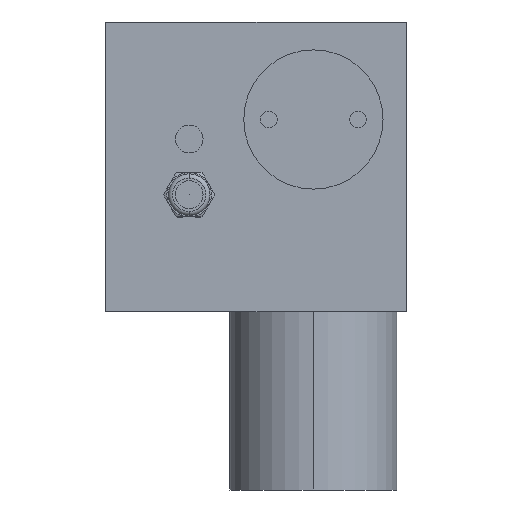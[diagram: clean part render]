
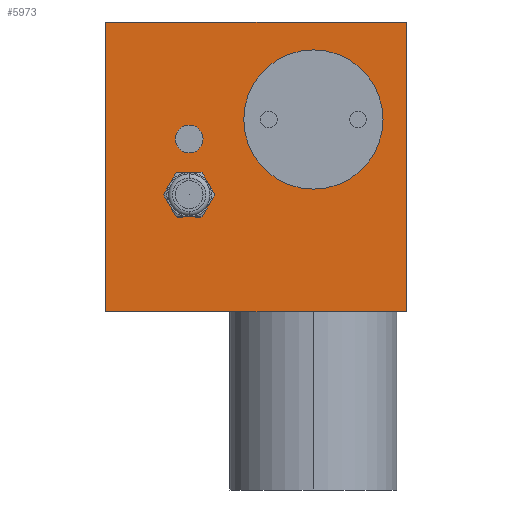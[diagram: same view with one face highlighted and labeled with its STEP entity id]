
A CAD part, left-side view. The second image highlights one B-rep face of the part: STEP entity #5973.
In plain terms, the highlighted planar face has unit normal (-1, 0, 0).
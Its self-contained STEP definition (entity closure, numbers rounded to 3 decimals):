
#727=DIRECTION('',(0.,0.,1.));
#728=VECTOR('',#727,52.);
#729=CARTESIAN_POINT('',(0.,54.,-52.));
#730=LINE('',#729,#728);
#771=DIRECTION('',(0.,-1.,0.));
#772=VECTOR('',#771,54.);
#773=CARTESIAN_POINT('',(0.,54.,-52.));
#774=LINE('',#773,#772);
#775=DIRECTION('',(0.,1.,0.));
#776=VECTOR('',#775,54.);
#777=CARTESIAN_POINT('',(0.,0.,0.));
#778=LINE('',#777,#776);
#779=DIRECTION('',(0.,0.,1.));
#780=VECTOR('',#779,52.);
#781=CARTESIAN_POINT('',(0.,0.,-52.));
#782=LINE('',#781,#780);
#783=CARTESIAN_POINT('',(0.,16.7,-17.5));
#784=DIRECTION('',(1.,0.,0.));
#785=DIRECTION('',(0.,0.,-1.));
#786=AXIS2_PLACEMENT_3D('',#783,#784,#785);
#788=CARTESIAN_POINT('',(0.,16.7,-17.5));
#789=DIRECTION('',(1.,0.,0.));
#790=DIRECTION('',(0.,0.,1.));
#791=AXIS2_PLACEMENT_3D('',#788,#789,#790);
#793=CARTESIAN_POINT('',(0.,39.,-21.));
#794=DIRECTION('',(1.,0.,0.));
#795=DIRECTION('',(0.,0.,-1.));
#796=AXIS2_PLACEMENT_3D('',#793,#794,#795);
#798=CARTESIAN_POINT('',(0.,39.,-21.));
#799=DIRECTION('',(1.,0.,0.));
#800=DIRECTION('',(0.,0.,1.));
#801=AXIS2_PLACEMENT_3D('',#798,#799,#800);
#803=CARTESIAN_POINT('',(0.,39.,-31.));
#804=DIRECTION('',(-1.,0.,0.));
#805=DIRECTION('',(0.,-0.866,0.5));
#806=AXIS2_PLACEMENT_3D('',#803,#804,#805);
#808=CARTESIAN_POINT('',(0.,39.,-31.));
#809=DIRECTION('',(-1.,0.,0.));
#810=DIRECTION('',(0.,0.,1.));
#811=AXIS2_PLACEMENT_3D('',#808,#809,#810);
#813=CARTESIAN_POINT('',(0.,39.,-31.));
#814=DIRECTION('',(-1.,0.,0.));
#815=DIRECTION('',(0.,0.866,0.5));
#816=AXIS2_PLACEMENT_3D('',#813,#814,#815);
#818=CARTESIAN_POINT('',(0.,39.,-31.));
#819=DIRECTION('',(-1.,0.,0.));
#820=DIRECTION('',(0.,0.866,-0.5));
#821=AXIS2_PLACEMENT_3D('',#818,#819,#820);
#823=CARTESIAN_POINT('',(0.,39.,-31.));
#824=DIRECTION('',(-1.,0.,0.));
#825=DIRECTION('',(0.,0.,-1.));
#826=AXIS2_PLACEMENT_3D('',#823,#824,#825);
#828=CARTESIAN_POINT('',(0.,39.,-31.));
#829=DIRECTION('',(-1.,0.,0.));
#830=DIRECTION('',(0.,-0.866,-0.5));
#831=AXIS2_PLACEMENT_3D('',#828,#829,#830);
#4055=CARTESIAN_POINT('',(0.,0.,-52.));
#4056=VERTEX_POINT('',#4055);
#4057=CARTESIAN_POINT('',(0.,54.,-52.));
#4058=VERTEX_POINT('',#4057);
#4087=CARTESIAN_POINT('',(0.,0.,0.));
#4088=VERTEX_POINT('',#4087);
#4089=CARTESIAN_POINT('',(0.,54.,0.));
#4090=VERTEX_POINT('',#4089);
#4603=CARTESIAN_POINT('',(0.,16.7,-30.));
#4604=CARTESIAN_POINT('',(0.,16.7,-5.));
#4605=VERTEX_POINT('',#4603);
#4606=VERTEX_POINT('',#4604);
#4607=CARTESIAN_POINT('',(0.,39.,-23.5));
#4608=CARTESIAN_POINT('',(0.,39.,-18.5));
#4609=VERTEX_POINT('',#4607);
#4610=VERTEX_POINT('',#4608);
#5201=CARTESIAN_POINT('',(0.,35.536,-29.));
#5202=CARTESIAN_POINT('',(0.,39.,-27.));
#5203=VERTEX_POINT('',#5201);
#5204=VERTEX_POINT('',#5202);
#5205=CARTESIAN_POINT('',(0.,42.464,-33.));
#5206=CARTESIAN_POINT('',(0.,39.,-35.));
#5207=VERTEX_POINT('',#5205);
#5208=VERTEX_POINT('',#5206);
#5209=CARTESIAN_POINT('',(0.,35.536,-33.));
#5210=VERTEX_POINT('',#5209);
#5211=CARTESIAN_POINT('',(0.,42.464,-29.));
#5212=VERTEX_POINT('',#5211);
#5935=CARTESIAN_POINT('',(0.,27.,-26.));
#5936=DIRECTION('',(1.,0.,0.));
#5937=DIRECTION('',(0.,-1.,0.));
#5938=AXIS2_PLACEMENT_3D('',#5935,#5936,#5937);
#5939=PLANE('',#5938);
#5940=ORIENTED_EDGE('',*,*,#5773,.F.);
#5941=ORIENTED_EDGE('',*,*,#5906,.T.);
#5942=ORIENTED_EDGE('',*,*,#5269,.F.);
#5944=ORIENTED_EDGE('',*,*,#5943,.F.);
#5945=EDGE_LOOP('',(#5940,#5941,#5942,#5944));
#5946=FACE_OUTER_BOUND('',#5945,.F.);
#5948=ORIENTED_EDGE('',*,*,#5947,.F.);
#5950=ORIENTED_EDGE('',*,*,#5949,.F.);
#5951=EDGE_LOOP('',(#5948,#5950));
#5952=FACE_BOUND('',#5951,.F.);
#5954=ORIENTED_EDGE('',*,*,#5953,.F.);
#5956=ORIENTED_EDGE('',*,*,#5955,.F.);
#5957=EDGE_LOOP('',(#5954,#5956));
#5958=FACE_BOUND('',#5957,.F.);
#5960=ORIENTED_EDGE('',*,*,#5959,.T.);
#5962=ORIENTED_EDGE('',*,*,#5961,.T.);
#5964=ORIENTED_EDGE('',*,*,#5963,.T.);
#5966=ORIENTED_EDGE('',*,*,#5965,.T.);
#5968=ORIENTED_EDGE('',*,*,#5967,.T.);
#5970=ORIENTED_EDGE('',*,*,#5969,.T.);
#5971=EDGE_LOOP('',(#5960,#5962,#5964,#5966,#5968,#5970));
#5972=FACE_BOUND('',#5971,.F.);
#5973=ADVANCED_FACE('',(#5946,#5952,#5958,#5972),#5939,.F.);
#787=CIRCLE('',#786,12.5);
#792=CIRCLE('',#791,12.5);
#797=CIRCLE('',#796,2.5);
#802=CIRCLE('',#801,2.5);
#807=CIRCLE('',#806,4.);
#812=CIRCLE('',#811,4.);
#817=CIRCLE('',#816,4.);
#822=CIRCLE('',#821,4.);
#827=CIRCLE('',#826,4.);
#832=CIRCLE('',#831,4.);
#5269=EDGE_CURVE('',#4088,#4090,#778,.T.);
#5773=EDGE_CURVE('',#4058,#4056,#774,.T.);
#5906=EDGE_CURVE('',#4058,#4090,#730,.T.);
#5943=EDGE_CURVE('',#4056,#4088,#782,.T.);
#5947=EDGE_CURVE('',#4605,#4606,#787,.T.);
#5949=EDGE_CURVE('',#4606,#4605,#792,.T.);
#5953=EDGE_CURVE('',#4609,#4610,#797,.T.);
#5955=EDGE_CURVE('',#4610,#4609,#802,.T.);
#5959=EDGE_CURVE('',#5203,#5204,#807,.T.);
#5961=EDGE_CURVE('',#5204,#5212,#812,.T.);
#5963=EDGE_CURVE('',#5212,#5207,#817,.T.);
#5965=EDGE_CURVE('',#5207,#5208,#822,.T.);
#5967=EDGE_CURVE('',#5208,#5210,#827,.T.);
#5969=EDGE_CURVE('',#5210,#5203,#832,.T.);
